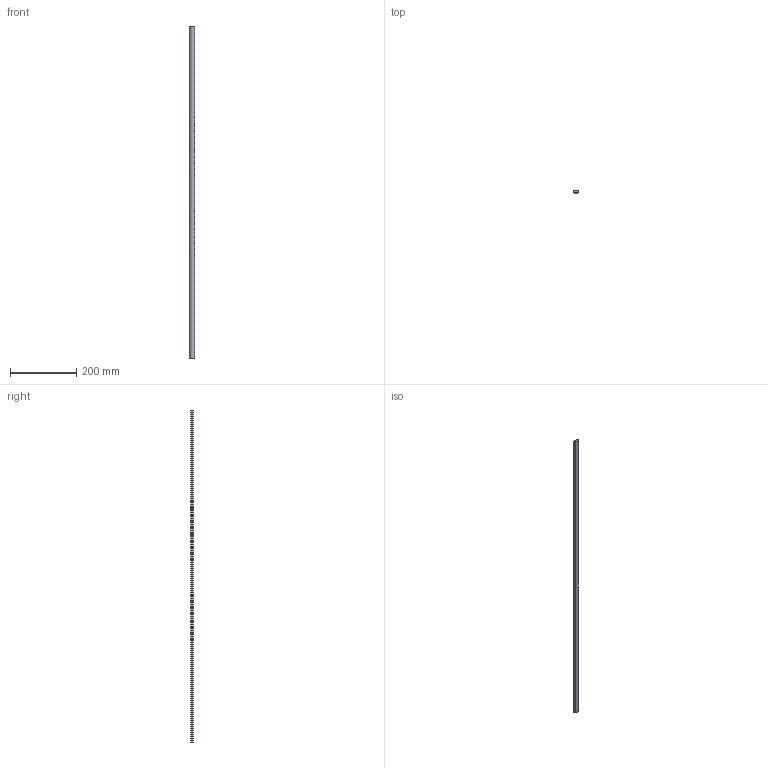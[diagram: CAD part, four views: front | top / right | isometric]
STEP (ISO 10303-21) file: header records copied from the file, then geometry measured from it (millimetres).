
FILE_DESCRIPTION(/* description */ (''),/* implementation_level */ '2;1');
FILE_NAME(/* name */ '122355',/* time_stamp */ '2014-10-06T10:55:19+02:00',/* author */ (''),/* organization */ (''),/* preprocessor_version */ 'ST-DEVELOPER v14',/* originating_system */ 'HiCAD 2013 1802.4 Build 509',/* authorisation */ '');
FILE_SCHEMA (('AUTOMOTIVE_DESIGN { 1 0 10303 214 1 1 1 1 }'));
Length unit declared in the file: millimetre
Products named in the file (2): Root; 122355Sleufmoerprofiel 10 L= 1mBOIKON0
Assembly tree (1 placements, depth 2):
  Root
    122355Sleufmoerprofiel 10 L= 1mBOIKON0
Bounding box: 15.3 x 6.67 x 1000 mm (x, y, z)
Volume: 77172.7 mm3; surface area: 38151.5 mm2
Topology: 1 solids, 1 shells, 12 faces, 30 edges, 20 vertices
Faces by surface type: plane 11, cylinder 1
Entity records: 392 total; most frequent: CARTESIAN_POINT 64, ORIENTED_EDGE 60, DIRECTION 60, EDGE_CURVE 30, VECTOR 28, LINE 28, VERTEX_POINT 20, AXIS2_PLACEMENT_3D 16
